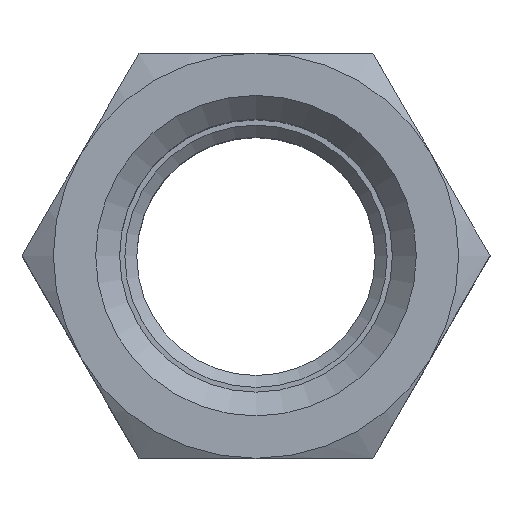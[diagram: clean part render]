
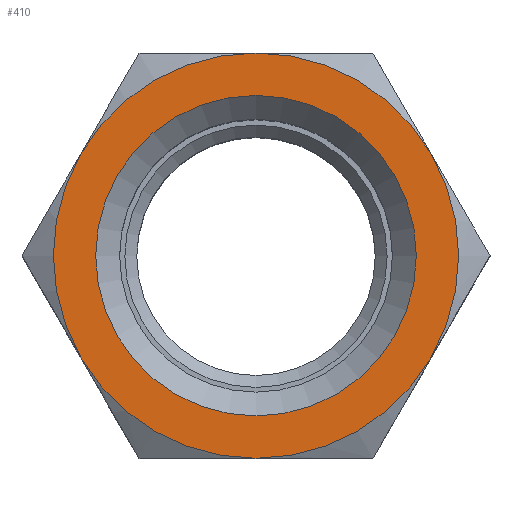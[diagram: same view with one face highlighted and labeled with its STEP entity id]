
A CAD part, top view. The second image highlights one B-rep face of the part: STEP entity #410.
In plain terms, the highlighted planar face has unit normal (0, 0, 1).
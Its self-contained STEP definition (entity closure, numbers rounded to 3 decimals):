
#16=FACE_BOUND('',#105,.T.);
#49=PLANE('',#477);
#75=FACE_OUTER_BOUND('',#104,.T.);
#104=EDGE_LOOP('',(#330,#331,#332,#333,#334,#335));
#105=EDGE_LOOP('',(#336));
#121=CIRCLE('',#451,8.5);
#122=CIRCLE('',#453,8.5);
#123=CIRCLE('',#455,8.5);
#124=CIRCLE('',#457,8.5);
#125=CIRCLE('',#459,8.5);
#126=CIRCLE('',#461,8.5);
#131=CIRCLE('',#473,6.723);
#175=VERTEX_POINT('',#668);
#176=VERTEX_POINT('',#672);
#178=VERTEX_POINT('',#679);
#180=VERTEX_POINT('',#689);
#182=VERTEX_POINT('',#699);
#184=VERTEX_POINT('',#712);
#190=VERTEX_POINT('',#747);
#217=EDGE_CURVE('',#175,#176,#121,.T.);
#220=EDGE_CURVE('',#178,#175,#122,.T.);
#223=EDGE_CURVE('',#180,#178,#123,.T.);
#226=EDGE_CURVE('',#182,#180,#124,.T.);
#228=EDGE_CURVE('',#184,#182,#125,.T.);
#231=EDGE_CURVE('',#176,#184,#126,.T.);
#243=EDGE_CURVE('',#190,#190,#131,.T.);
#330=ORIENTED_EDGE('',*,*,#231,.T.);
#331=ORIENTED_EDGE('',*,*,#228,.T.);
#332=ORIENTED_EDGE('',*,*,#226,.T.);
#333=ORIENTED_EDGE('',*,*,#223,.T.);
#334=ORIENTED_EDGE('',*,*,#220,.T.);
#335=ORIENTED_EDGE('',*,*,#217,.T.);
#336=ORIENTED_EDGE('',*,*,#243,.F.);
#410=ADVANCED_FACE('',(#75,#16),#49,.T.);
#451=AXIS2_PLACEMENT_3D('',#676,#517,#518);
#453=AXIS2_PLACEMENT_3D('',#686,#521,#522);
#455=AXIS2_PLACEMENT_3D('',#696,#525,#526);
#457=AXIS2_PLACEMENT_3D('',#706,#529,#530);
#459=AXIS2_PLACEMENT_3D('',#713,#533,#534);
#461=AXIS2_PLACEMENT_3D('',#722,#537,#538);
#473=AXIS2_PLACEMENT_3D('',#748,#567,#568);
#477=AXIS2_PLACEMENT_3D('',#756,#577,#578);
#517=DIRECTION('center_axis',(0.,0.,1.));
#518=DIRECTION('ref_axis',(0.,1.,0.));
#521=DIRECTION('center_axis',(0.,0.,1.));
#522=DIRECTION('ref_axis',(0.,1.,0.));
#525=DIRECTION('center_axis',(0.,0.,1.));
#526=DIRECTION('ref_axis',(0.,1.,0.));
#529=DIRECTION('center_axis',(0.,0.,1.));
#530=DIRECTION('ref_axis',(0.,1.,0.));
#533=DIRECTION('center_axis',(0.,0.,1.));
#534=DIRECTION('ref_axis',(0.,1.,0.));
#537=DIRECTION('center_axis',(0.,0.,1.));
#538=DIRECTION('ref_axis',(0.,1.,0.));
#567=DIRECTION('center_axis',(0.,0.,1.));
#568=DIRECTION('ref_axis',(-1.,0.,0.));
#577=DIRECTION('center_axis',(0.,0.,1.));
#578=DIRECTION('ref_axis',(1.,0.,0.));
#668=CARTESIAN_POINT('',(-7.361,-4.25,0.));
#672=CARTESIAN_POINT('',(0.,-8.5,0.));
#676=CARTESIAN_POINT('Origin',(0.,0.,0.));
#679=CARTESIAN_POINT('',(-7.361,4.25,0.));
#686=CARTESIAN_POINT('Origin',(0.,0.,0.));
#689=CARTESIAN_POINT('',(0.,8.5,0.));
#696=CARTESIAN_POINT('Origin',(0.,0.,0.));
#699=CARTESIAN_POINT('',(7.361,4.25,0.));
#706=CARTESIAN_POINT('Origin',(0.,0.,0.));
#712=CARTESIAN_POINT('',(7.361,-4.25,0.));
#713=CARTESIAN_POINT('Origin',(0.,0.,0.));
#722=CARTESIAN_POINT('Origin',(0.,0.,0.));
#747=CARTESIAN_POINT('',(6.723,0.,0.));
#748=CARTESIAN_POINT('Origin',(0.,0.,0.));
#756=CARTESIAN_POINT('Origin',(0.,0.,
0.));
